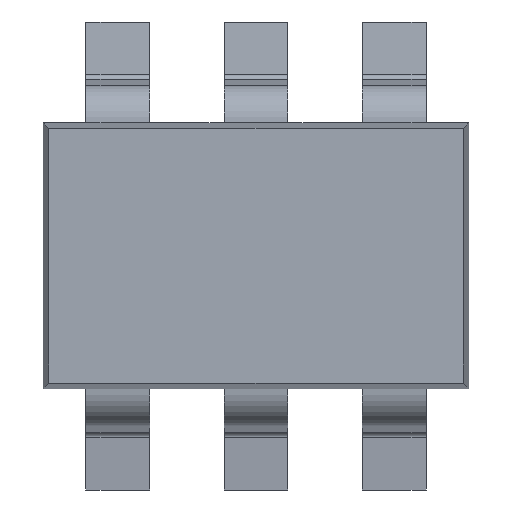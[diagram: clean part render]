
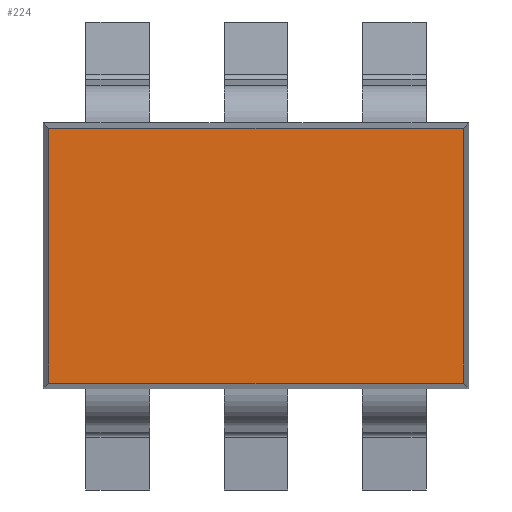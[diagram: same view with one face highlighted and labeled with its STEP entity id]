
A CAD part, top view. The second image highlights one B-rep face of the part: STEP entity #224.
In plain terms, the highlighted planar face has unit normal (0, 0, 1).
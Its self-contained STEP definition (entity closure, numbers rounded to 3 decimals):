
#224 = ADVANCED_FACE( '', ( #470 ), #471, .T. );
#470 = FACE_OUTER_BOUND( '', #735, .T. );
#471 = PLANE( '', #736 );
#735 = EDGE_LOOP( '', ( #1345, #1346, #1347, #1348 ) );
#736 = AXIS2_PLACEMENT_3D( '', #1349, #1350, #1351 );
#1345 = ORIENTED_EDGE( '', *, *, #1814, .T. );
#1346 = ORIENTED_EDGE( '', *, *, #1861, .F. );
#1347 = ORIENTED_EDGE( '', *, *, #1647, .F. );
#1348 = ORIENTED_EDGE( '', *, *, #1828, .T. );
#1349 = CARTESIAN_POINT( '', ( 1., 0.599, 0.45 ) );
#1350 = DIRECTION( '', ( 0., 0., 1. ) );
#1351 = DIRECTION( '', ( 1., 0., 0. ) );
#1647 = EDGE_CURVE( '', #1985, #1986, #1987, .T. );
#1814 = EDGE_CURVE( '', #2241, #2239, #2242, .T. );
#1828 = EDGE_CURVE( '', #1985, #2241, #2259, .T. );
#1861 = EDGE_CURVE( '', #1986, #2239, #2301, .T. );
#1985 = VERTEX_POINT( '', #2453 );
#1986 = VERTEX_POINT( '', #2454 );
#1987 = LINE( '', #2455, #2456 );
#2239 = VERTEX_POINT( '', #2806 );
#2241 = VERTEX_POINT( '', #2809 );
#2242 = LINE( '', #2810, #2811 );
#2259 = LINE( '', #2836, #2837 );
#2301 = LINE( '', #2896, #2897 );
#2453 = CARTESIAN_POINT( '', ( 0.974, -0.599, 0.45 ) );
#2454 = CARTESIAN_POINT( '', ( -0.974, -0.599, 0.45 ) );
#2455 = CARTESIAN_POINT( '', ( 1., -0.599, 0.45 ) );
#2456 = VECTOR( '', #3018, 1000. );
#2806 = CARTESIAN_POINT( '', ( -0.974, 0.599, 0.45 ) );
#2809 = CARTESIAN_POINT( '', ( 0.974, 0.599, 0.45 ) );
#2810 = CARTESIAN_POINT( '', ( 1., 0.599, 0.45 ) );
#2811 = VECTOR( '', #3208, 1000. );
#2836 = CARTESIAN_POINT( '', ( 0.974, -2.543, 0.45 ) );
#2837 = VECTOR( '', #3220, 1000. );
#2896 = CARTESIAN_POINT( '', ( -0.974, -2.543, 0.45 ) );
#2897 = VECTOR( '', #3253, 1000. );
#3018 = DIRECTION( '', ( -1., 0., 0. ) );
#3208 = DIRECTION( '', ( -1., 0., 0. ) );
#3220 = DIRECTION( '', ( 0., 1., 0. ) );
#3253 = DIRECTION( '', ( 0., 1., 0. ) );
